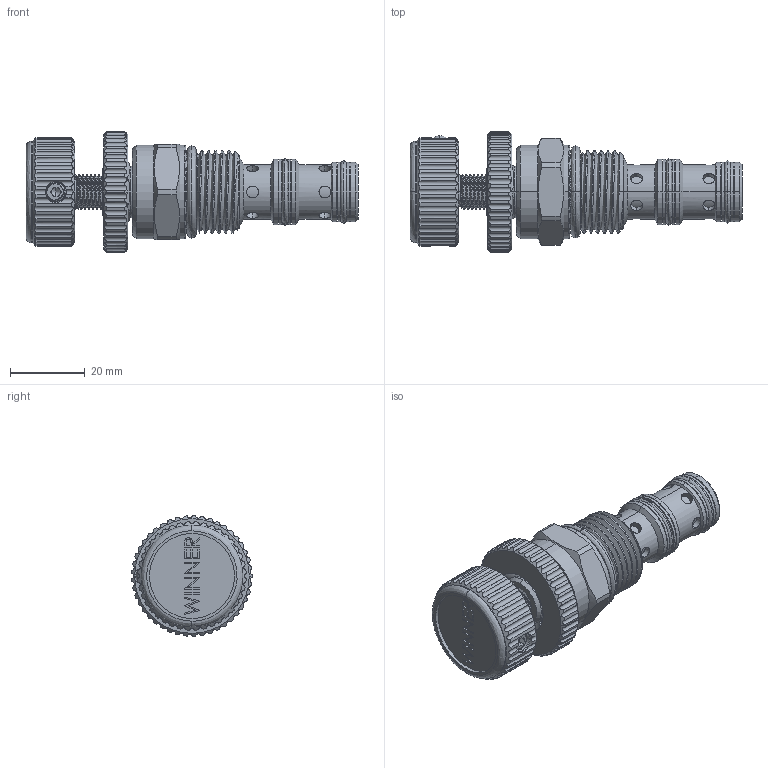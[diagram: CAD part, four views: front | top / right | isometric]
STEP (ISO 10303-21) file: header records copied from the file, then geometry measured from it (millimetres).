
FILE_DESCRIPTION (( 'STEP AP203' ), '1' );
FILE_NAME ('FR10W33-K.STEP', '2016-05-24T05:27:57', ( '' ), ( '' ), 'SwSTEP 2.0', 'SolidWorks 2012', '' );
FILE_SCHEMA (( 'CONFIG_CONTROL_DESIGN' ));
Length unit declared in the file: millimetre
Products named in the file (1): FR10W33-K
Bounding box: 88.66 x 32.18 x 32.2 mm (x, y, z)
Surface area: 14362.1 mm2 (no closed solid volume)
Topology: 0 solids, 14 shells, 762 faces, 2067 edges, 1330 vertices
Faces by surface type: cylinder 427, plane 189, bspline 88, cone 58
Entity records: 41990 total; most frequent: CARTESIAN_POINT 24043, ORIENTED_EDGE 4077, DIRECTION 3318, EDGE_CURVE 2041, VERTEX_POINT 1330, AXIS2_PLACEMENT_3D 1243, VECTOR 832, LINE 832
